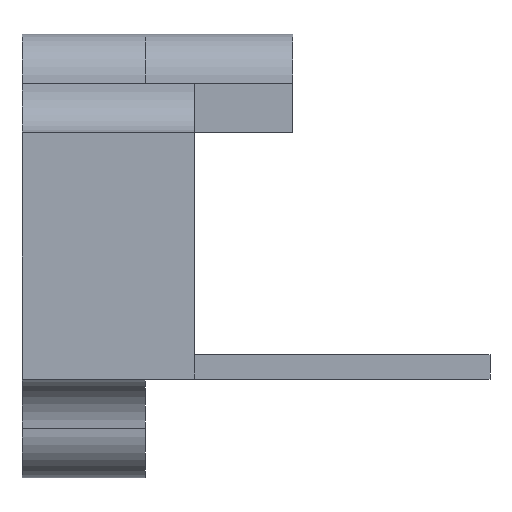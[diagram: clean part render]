
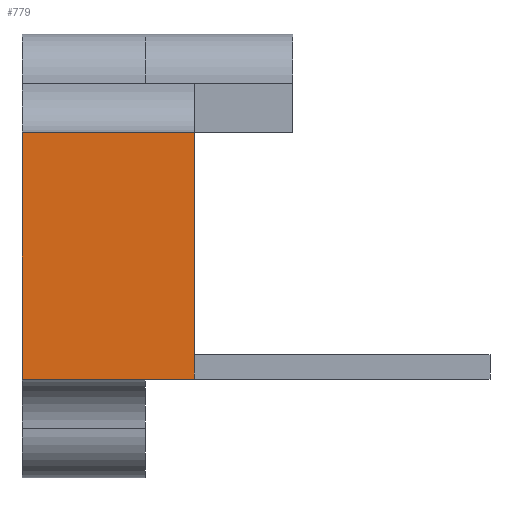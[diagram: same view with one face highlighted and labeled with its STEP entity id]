
A CAD part, left-side view. The second image highlights one B-rep face of the part: STEP entity #779.
In plain terms, the highlighted planar face has unit normal (-1, 0, 0).
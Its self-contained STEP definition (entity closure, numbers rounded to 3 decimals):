
#44=PLANE('',#868);
#83=FACE_OUTER_BOUND('',#129,.T.);
#129=EDGE_LOOP('',(#701,#702,#703,#704,#705));
#134=LINE('',#1114,#208);
#147=LINE('',#1153,#221);
#150=LINE('',#1163,#224);
#186=LINE('',#1287,#260);
#204=LINE('',#1346,#278);
#208=VECTOR('',#887,10.);
#221=VECTOR('',#918,10.);
#224=VECTOR('',#929,10.);
#260=VECTOR('',#1021,10.);
#278=VECTOR('',#1093,10.);
#321=VERTEX_POINT('',#1111);
#322=VERTEX_POINT('',#1113);
#339=VERTEX_POINT('',#1151);
#342=VERTEX_POINT('',#1162);
#374=VERTEX_POINT('',#1280);
#396=EDGE_CURVE('',#321,#322,#134,.T.);
#416=EDGE_CURVE('',#339,#321,#147,.T.);
#421=EDGE_CURVE('',#342,#322,#150,.T.);
#470=EDGE_CURVE('',#339,#374,#186,.T.);
#500=EDGE_CURVE('',#374,#342,#204,.T.);
#701=ORIENTED_EDGE('',*,*,#470,.T.);
#702=ORIENTED_EDGE('',*,*,#500,.T.);
#703=ORIENTED_EDGE('',*,*,#421,.T.);
#704=ORIENTED_EDGE('',*,*,#396,.F.);
#705=ORIENTED_EDGE('',*,*,#416,.F.);
#779=ADVANCED_FACE('',(#83),#44,.T.);
#868=AXIS2_PLACEMENT_3D('',#1345,#1091,#1092);
#887=DIRECTION('',(0.,0.,1.));
#918=DIRECTION('',(0.,1.,0.));
#929=DIRECTION('',(0.,1.,0.));
#1021=DIRECTION('',(0.,0.,1.));
#1091=DIRECTION('center_axis',(-1.,0.,0.));
#1092=DIRECTION('ref_axis',(0.,0.,1.));
#1093=DIRECTION('',(0.,0.,1.));
#1111=CARTESIAN_POINT('',(-2.5,3.5,-2.5));
#1113=CARTESIAN_POINT('',(-2.5,3.5,2.5));
#1114=CARTESIAN_POINT('',(-2.5,3.5,-2.5));
#1151=CARTESIAN_POINT('',(-2.5,0.,-2.5));
#1153=CARTESIAN_POINT('',(-2.5,0.,-2.5));
#1162=CARTESIAN_POINT('',(-2.5,0.,2.5));
#1163=CARTESIAN_POINT('',(-2.5,0.,2.5));
#1280=CARTESIAN_POINT('',(-2.5,0.,-2.));
#1287=CARTESIAN_POINT('',(-2.5,0.,-2.5));
#1345=CARTESIAN_POINT('Origin',(-2.5,0.,-2.5));
#1346=CARTESIAN_POINT('',(-2.5,0.,-2.5));
